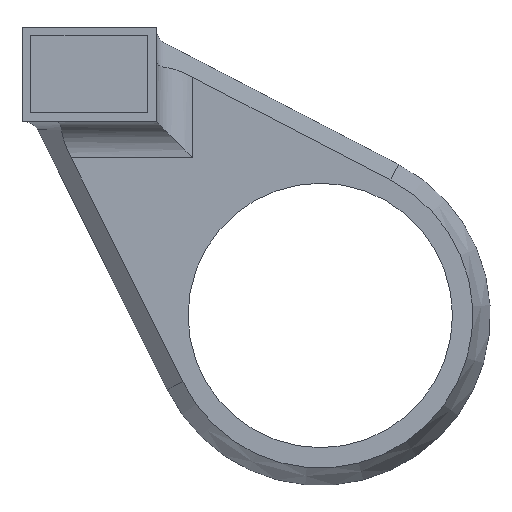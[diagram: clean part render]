
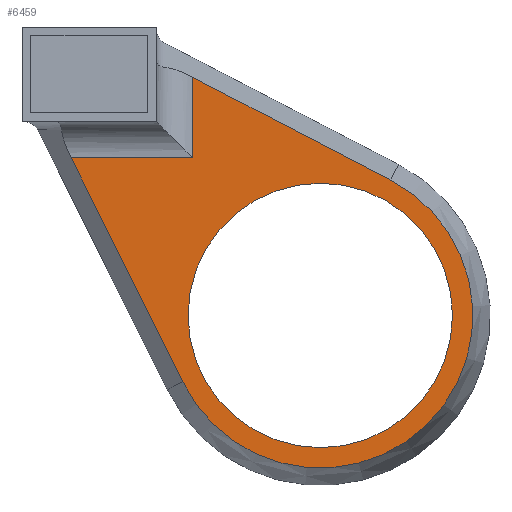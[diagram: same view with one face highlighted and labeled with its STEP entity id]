
A CAD part, front view. The second image highlights one B-rep face of the part: STEP entity #6459.
In plain terms, the highlighted planar face has unit normal (0, -1, 0).
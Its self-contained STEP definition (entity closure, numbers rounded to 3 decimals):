
#221 = VERTEX_POINT ( 'NONE', #6949 ) ;
#253 = CARTESIAN_POINT ( 'NONE',  ( 6.155, 0., 11.854 ) ) ;
#368 = LINE ( 'NONE', #3235, #1007 ) ;
#470 = DIRECTION ( 'NONE',  ( 0., 0., 1. ) ) ;
#641 = DIRECTION ( 'NONE',  ( 0., -1., 0. ) ) ;
#956 = CARTESIAN_POINT ( 'NONE',  ( 8.05, 0., 10.87 ) ) ;
#1007 = VECTOR ( 'NONE', #2617, 1000. ) ;
#1075 = AXIS2_PLACEMENT_3D ( 'NONE', #5857, #7055, #2391 ) ;
#1332 = VECTOR ( 'NONE', #1452, 1000. ) ;
#1452 = DIRECTION ( 'NONE',  ( -0.888, 0., 0.461 ) ) ;
#1643 = EDGE_CURVE ( 'NONE', #6913, #6040, #4479, .T. ) ;
#1673 = DIRECTION ( 'NONE',  ( 0., 1., 0. ) ) ;
#1702 = DIRECTION ( 'NONE',  ( 0., 0., 1. ) ) ;
#1888 = CARTESIAN_POINT ( 'NONE',  ( 6.694, 0., -31.042 ) ) ;
#1895 = EDGE_CURVE ( 'NONE', #6219, #6913, #3191, .T. ) ;
#1900 = DIRECTION ( 'NONE',  ( 0., 0., -1. ) ) ;
#1938 = EDGE_LOOP ( 'NONE', ( #3221, #4315 ) ) ;
#1993 = VERTEX_POINT ( 'NONE', #2127 ) ;
#2021 = EDGE_LOOP ( 'NONE', ( #2938, #4113, #3359, #7519, #7528 ) ) ;
#2075 = EDGE_CURVE ( 'NONE', #5033, #1993, #2893, .T. ) ;
#2127 = CARTESIAN_POINT ( 'NONE',  ( 25.601, 0., -3.704 ) ) ;
#2267 = VERTEX_POINT ( 'NONE', #7183 ) ;
#2391 = DIRECTION ( 'NONE',  ( 0., 0., 1. ) ) ;
#2617 = DIRECTION ( 'NONE',  ( -1., 0., 0. ) ) ;
#2889 = VECTOR ( 'NONE', #4116, 1000. ) ;
#2893 = CIRCLE ( 'NONE', #7329, 18.2 ) ;
#2938 = ORIENTED_EDGE ( 'NONE', *, *, #3484, .T. ) ;
#2993 = AXIS2_PLACEMENT_3D ( 'NONE', #5264, #641, #5867 ) ;
#3031 = CARTESIAN_POINT ( 'NONE',  ( 8.05, 0., 0. ) ) ;
#3191 = CIRCLE ( 'NONE', #2993, 21. ) ;
#3221 = ORIENTED_EDGE ( 'NONE', *, *, #5534, .T. ) ;
#3235 = CARTESIAN_POINT ( 'NONE',  ( 0., 0., -0.225 ) ) ;
#3359 = ORIENTED_EDGE ( 'NONE', *, *, #1895, .T. ) ;
#3484 = EDGE_CURVE ( 'NONE', #221, #2267, #368, .T. ) ;
#3710 = FACE_BOUND ( 'NONE', #1938, .T. ) ;
#3906 = CIRCLE ( 'NONE', #1075, 18.2 ) ;
#3985 = CARTESIAN_POINT ( 'NONE',  ( 25.601, 0., -21.904 ) ) ;
#4113 = ORIENTED_EDGE ( 'NONE', *, *, #6109, .T. ) ;
#4116 = DIRECTION ( 'NONE',  ( 0.447, 0., -0.895 ) ) ;
#4201 = AXIS2_PLACEMENT_3D ( 'NONE', #4632, #1673, #1702 ) ;
#4315 = ORIENTED_EDGE ( 'NONE', *, *, #2075, .T. ) ;
#4383 = LINE ( 'NONE', #3031, #5537 ) ;
#4479 = LINE ( 'NONE', #253, #1332 ) ;
#4632 = CARTESIAN_POINT ( 'NONE',  ( 0., 0., 0. ) ) ;
#4689 = CARTESIAN_POINT ( 'NONE',  ( 6.685, 0., -31.026 ) ) ;
#5033 = VERTEX_POINT ( 'NONE', #6843 ) ;
#5241 = FACE_OUTER_BOUND ( 'NONE', #2021, .T. ) ;
#5264 = CARTESIAN_POINT ( 'NONE',  ( 25.601, 0., -21.904 ) ) ;
#5534 = EDGE_CURVE ( 'NONE', #1993, #5033, #3906, .T. ) ;
#5537 = VECTOR ( 'NONE', #1900, 1000. ) ;
#5765 = EDGE_CURVE ( 'NONE', #6040, #221, #4383, .T. ) ;
#5857 = CARTESIAN_POINT ( 'NONE',  ( 25.601, 0., -21.904 ) ) ;
#5867 = DIRECTION ( 'NONE',  ( 0., 0., 1. ) ) ;
#6040 = VERTEX_POINT ( 'NONE', #956 ) ;
#6109 = EDGE_CURVE ( 'NONE', #2267, #6219, #7470, .T. ) ;
#6219 = VERTEX_POINT ( 'NONE', #1888 ) ;
#6459 = ADVANCED_FACE ( 'NONE', ( #5241, #3710 ), #7572, .F. ) ;
#6843 = CARTESIAN_POINT ( 'NONE',  ( 25.601, 0., -40.104 ) ) ;
#6913 = VERTEX_POINT ( 'NONE', #6934 ) ;
#6934 = CARTESIAN_POINT ( 'NONE',  ( 35.278, 0., -3.267 ) ) ;
#6949 = CARTESIAN_POINT ( 'NONE',  ( 8.05, 0., -0.225 ) ) ;
#7055 = DIRECTION ( 'NONE',  ( 0., 1., 0. ) ) ;
#7183 = CARTESIAN_POINT ( 'NONE',  ( -8.691, 0., -0.225 ) ) ;
#7329 = AXIS2_PLACEMENT_3D ( 'NONE', #3985, #7476, #470 ) ;
#7470 = LINE ( 'NONE', #4689, #2889 ) ;
#7476 = DIRECTION ( 'NONE',  ( 0., 1., 0. ) ) ;
#7519 = ORIENTED_EDGE ( 'NONE', *, *, #1643, .T. ) ;
#7528 = ORIENTED_EDGE ( 'NONE', *, *, #5765, .T. ) ;
#7572 = PLANE ( 'NONE',  #4201 ) ;
